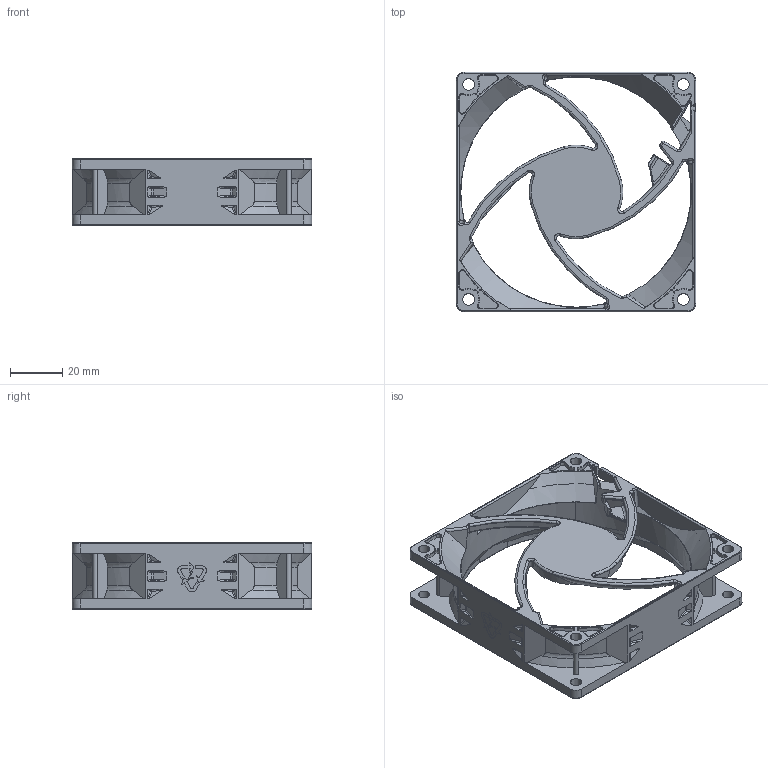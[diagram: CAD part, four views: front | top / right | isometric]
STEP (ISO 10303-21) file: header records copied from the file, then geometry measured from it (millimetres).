
FILE_DESCRIPTION (( 'STEP AP203' ), '1' );
FILE_NAME ('OD9225_m0_sealedsleeve_frame.stp', '2022-12-28T16:05:29', ( '' ), ( '' ), 'SwSTEP 2.0', 'SolidWorks 2018', '' );
FILE_SCHEMA (( 'CONFIG_CONTROL_DESIGN' ));
Length unit declared in the file: millimetre
Products named in the file (1): OD9225_m0_sealedsleeve_frame
Bounding box: 92 x 92 x 25.4 mm (x, y, z)
Volume: 29441.4 mm3; surface area: 28230.2 mm2
Topology: 1 solids, 1 shells, 1099 faces, 2770 edges, 1717 vertices
Faces by surface type: cylinder 311, plane 289, torus 172, cone 157, bspline 107, sphere 63
Entity records: 49624 total; most frequent: CARTESIAN_POINT 26603, ORIENTED_EDGE 5388, DIRECTION 3972, EDGE_CURVE 2694, AXIS2_PLACEMENT_3D 1668, VERTEX_POINT 1667, B_SPLINE_CURVE_WITH_KNOTS 1181, EDGE_LOOP 1165
